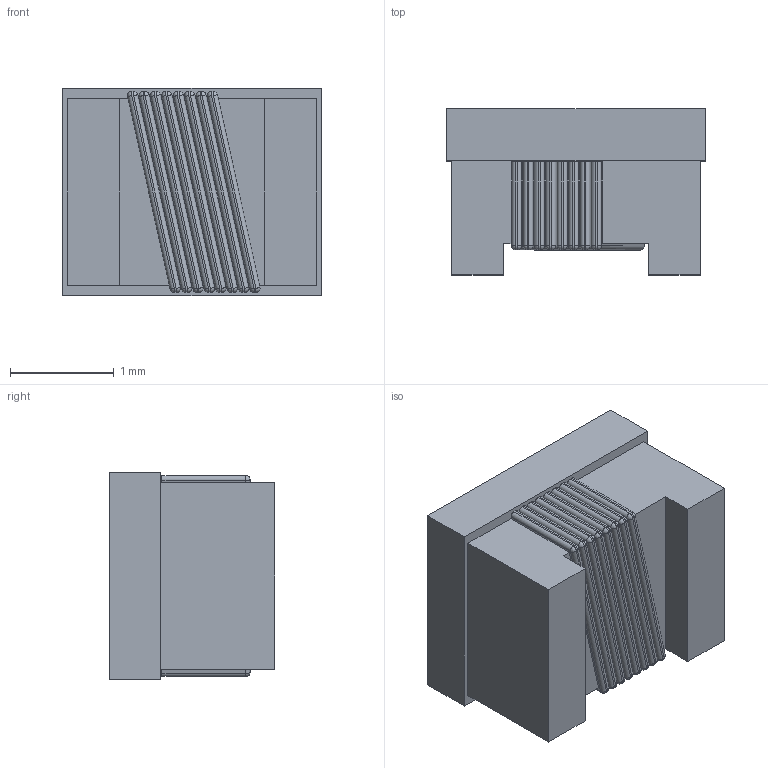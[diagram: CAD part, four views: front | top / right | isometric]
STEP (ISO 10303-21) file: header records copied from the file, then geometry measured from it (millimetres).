
FILE_DESCRIPTION((''),'2;1');
FILE_NAME('CW252016','2012-08-21T',('ryans'),('Bourns, Inc.'),'PRO/ENGINEER BY PARAMETRIC TECHNOLOGY CORPORATION, 2010100','PRO/ENGINEER BY PARAMETRIC TECHNOLOGY CORPORATION, 2010100','');
FILE_SCHEMA(('CONFIG_CONTROL_DESIGN'));
Length unit declared in the file: millimetre
Products named in the file (1): CW252016
Bounding box: 2.5 x 1.6 x 2 mm (x, y, z)
Volume: 6.7 mm3; surface area: 26.9 mm2
Topology: 1 solids, 1 shells, 175 faces, 420 edges, 248 vertices
Faces by surface type: plane 79, cylinder 64, sphere 32
Entity records: 5012 total; most frequent: DIRECTION 898, CARTESIAN_POINT 843, ORIENTED_EDGE 840, EDGE_CURVE 420, AXIS2_PLACEMENT_3D 303, VECTOR 292, LINE 292, VERTEX_POINT 248
